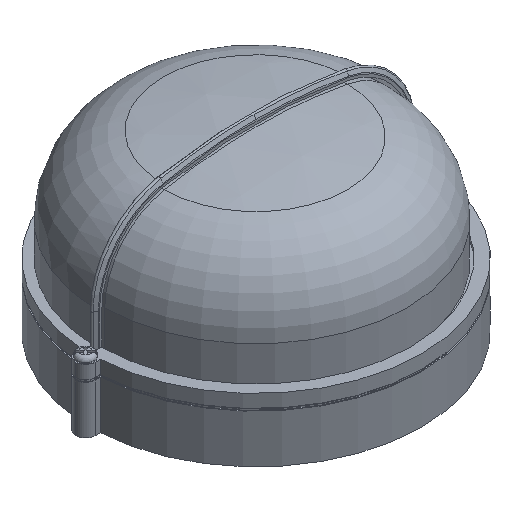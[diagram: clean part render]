
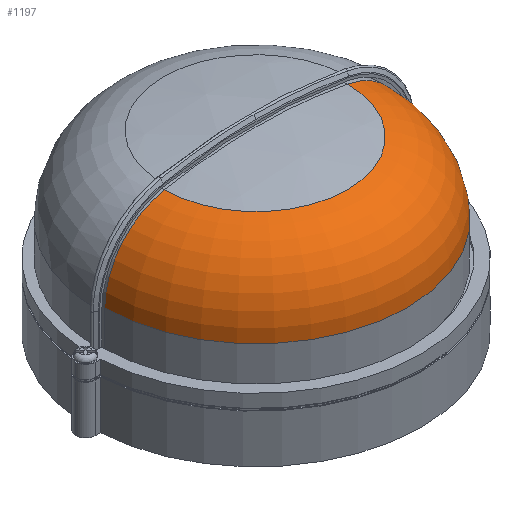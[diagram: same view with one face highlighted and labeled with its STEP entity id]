
A CAD part, isometric view. The second image highlights one B-rep face of the part: STEP entity #1197.
In plain terms, the highlighted toroidal (fillet/blend) face has major radius 40.324 mm and minor radius 38.176 mm.
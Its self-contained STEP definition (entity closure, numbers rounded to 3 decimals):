
#59 = CARTESIAN_POINT ( 'NONE',  ( 78.5, 0., 50. ) ) ;
#67 = VERTEX_POINT ( 'NONE', #3603 ) ;
#507 = AXIS2_PLACEMENT_3D ( 'NONE', #3327, #2710, #2202 ) ;
#594 = EDGE_CURVE ( 'NONE', #67, #1551, #1469, .T. ) ;
#680 = VERTEX_POINT ( 'NONE', #2521 ) ;
#720 = CIRCLE ( 'NONE', #3620, 47.5 ) ;
#1019 = AXIS2_PLACEMENT_3D ( 'NONE', #4217, #4208, #4192 ) ;
#1125 = FACE_OUTER_BOUND ( 'NONE', #3451, .T. ) ;
#1139 = TOROIDAL_SURFACE ( 'NONE', #507, 40.324, 38.176 ) ;
#1197 = ADVANCED_FACE ( 'NONE', ( #1125 ), #1139, .T. ) ;
#1243 = DIRECTION ( 'NONE',  ( -1., 0., 0. ) ) ;
#1260 = DIRECTION ( 'NONE',  ( 0., 1., 0. ) ) ;
#1270 = CARTESIAN_POINT ( 'NONE',  ( -40.324, 0., 50. ) ) ;
#1469 = CIRCLE ( 'NONE', #1019, 78.5 ) ;
#1537 = EDGE_CURVE ( 'NONE', #4188, #680, #720, .T. ) ;
#1551 = VERTEX_POINT ( 'NONE', #59 ) ;
#1557 = CARTESIAN_POINT ( 'NONE',  ( -47.5, 0., 87.496 ) ) ;
#2202 = DIRECTION ( 'NONE',  ( 1., 0., 0. ) ) ;
#2446 = EDGE_CURVE ( 'NONE', #1551, #680, #4218, .T. ) ;
#2470 = DIRECTION ( 'NONE',  ( 1., 0., 0. ) ) ;
#2484 = DIRECTION ( 'NONE',  ( 0., 0., 1. ) ) ;
#2512 = DIRECTION ( 'NONE',  ( 0., 0., -1. ) ) ;
#2514 = EDGE_CURVE ( 'NONE', #67, #4188, #4159, .T. ) ;
#2521 = CARTESIAN_POINT ( 'NONE',  ( 47.5, 0., 87.496 ) ) ;
#2560 = DIRECTION ( 'NONE',  ( 0., -1., 0. ) ) ;
#2578 = CARTESIAN_POINT ( 'NONE',  ( 40.324, 0., 50. ) ) ;
#2710 = DIRECTION ( 'NONE',  ( 0., 0., 1. ) ) ;
#2730 = CARTESIAN_POINT ( 'NONE',  ( 0., 0., 87.496 ) ) ;
#3189 = ORIENTED_EDGE ( 'NONE', *, *, #2514, .F. ) ;
#3218 = ORIENTED_EDGE ( 'NONE', *, *, #594, .T. ) ;
#3234 = ORIENTED_EDGE ( 'NONE', *, *, #2446, .T. ) ;
#3247 = ORIENTED_EDGE ( 'NONE', *, *, #1537, .F. ) ;
#3327 = CARTESIAN_POINT ( 'NONE',  ( 0., 0., 50. ) ) ;
#3451 = EDGE_LOOP ( 'NONE', ( #3189, #3218, #3234, #3247 ) ) ;
#3493 = AXIS2_PLACEMENT_3D ( 'NONE', #1270, #1260, #1243 ) ;
#3594 = AXIS2_PLACEMENT_3D ( 'NONE', #2578, #2560, #2512 ) ;
#3603 = CARTESIAN_POINT ( 'NONE',  ( -78.5, 0., 50. ) ) ;
#3620 = AXIS2_PLACEMENT_3D ( 'NONE', #2730, #2484, #2470 ) ;
#4159 = CIRCLE ( 'NONE', #3493, 38.176 ) ;
#4188 = VERTEX_POINT ( 'NONE', #1557 ) ;
#4192 = DIRECTION ( 'NONE',  ( 1., 0., 0. ) ) ;
#4208 = DIRECTION ( 'NONE',  ( 0., 0., 1. ) ) ;
#4217 = CARTESIAN_POINT ( 'NONE',  ( 0., 0., 50. ) ) ;
#4218 = CIRCLE ( 'NONE', #3594, 38.176 ) ;
